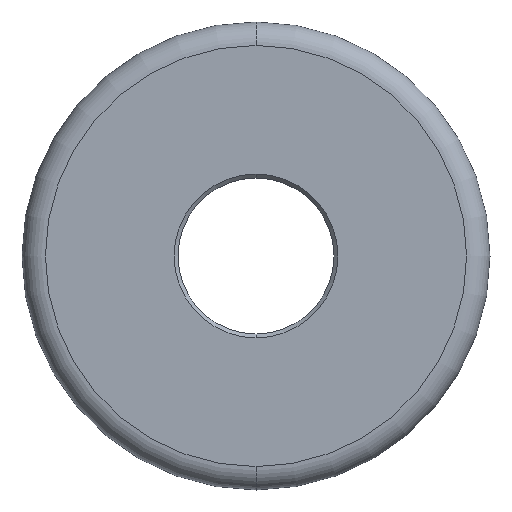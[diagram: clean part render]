
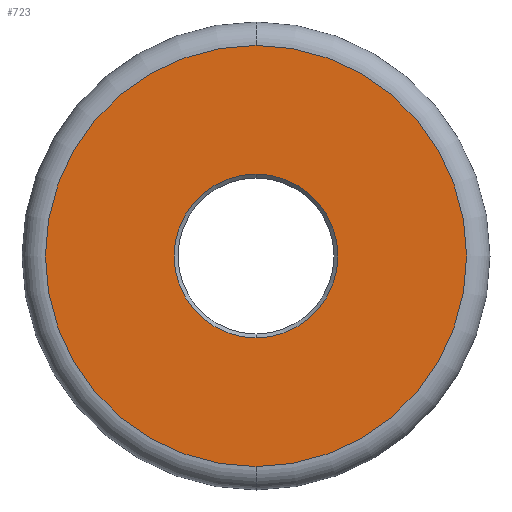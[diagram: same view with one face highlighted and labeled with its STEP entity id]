
A CAD part, front view. The second image highlights one B-rep face of the part: STEP entity #723.
In plain terms, the highlighted planar face has unit normal (0, -1, 0).
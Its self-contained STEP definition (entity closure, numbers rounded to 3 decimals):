
#6 = DIRECTION ( 'NONE',  ( 0., 0., -1. ) ) ;
#7 = VERTEX_POINT ( 'NONE', #102 ) ;
#45 = FACE_BOUND ( 'NONE', #1599, .T. ) ;
#54 = FACE_OUTER_BOUND ( 'NONE', #205, .T. ) ;
#60 = VERTEX_POINT ( 'NONE', #1525 ) ;
#62 = DIRECTION ( 'NONE',  ( 0., 0., -1. ) ) ;
#102 = CARTESIAN_POINT ( 'NONE',  ( 0., 0., 27. ) ) ;
#107 = CARTESIAN_POINT ( 'NONE',  ( 0., 0., 0. ) ) ;
#125 = CARTESIAN_POINT ( 'NONE',  ( 0., 0., 10.5 ) ) ;
#205 = EDGE_LOOP ( 'NONE', ( #1642, #1715 ) ) ;
#319 = AXIS2_PLACEMENT_3D ( 'NONE', #389, #956, #795 ) ;
#389 = CARTESIAN_POINT ( 'NONE',  ( 0., 0., 0. ) ) ;
#427 = CARTESIAN_POINT ( 'NONE',  ( 0., 0., 0. ) ) ;
#456 = PLANE ( 'NONE',  #903 ) ;
#463 = DIRECTION ( 'NONE',  ( 0., 0., -1. ) ) ;
#526 = CARTESIAN_POINT ( 'NONE',  ( 0., 0., 0. ) ) ;
#588 = VERTEX_POINT ( 'NONE', #125 ) ;
#611 = EDGE_CURVE ( 'NONE', #991, #588, #1545, .T. ) ;
#723 = ADVANCED_FACE ( 'NONE', ( #45, #54 ), #456, .T. ) ;
#789 = CIRCLE ( 'NONE', #1622, 27. ) ;
#795 = DIRECTION ( 'NONE',  ( 0., 0., -1. ) ) ;
#834 = DIRECTION ( 'NONE',  ( 0., -1., 0. ) ) ;
#903 = AXIS2_PLACEMENT_3D ( 'NONE', #1551, #1276, #62 ) ;
#956 = DIRECTION ( 'NONE',  ( 0., 1., 0. ) ) ;
#991 = VERTEX_POINT ( 'NONE', #1577 ) ;
#1002 = CIRCLE ( 'NONE', #1461, 10.5 ) ;
#1056 = EDGE_CURVE ( 'NONE', #7, #60, #1567, .T. ) ;
#1192 = DIRECTION ( 'NONE',  ( 0., -1., 0. ) ) ;
#1225 = ORIENTED_EDGE ( 'NONE', *, *, #611, .T. ) ;
#1271 = EDGE_CURVE ( 'NONE', #60, #7, #789, .T. ) ;
#1276 = DIRECTION ( 'NONE',  ( 0., -1., 0. ) ) ;
#1459 = ORIENTED_EDGE ( 'NONE', *, *, #1712, .T. ) ;
#1461 = AXIS2_PLACEMENT_3D ( 'NONE', #526, #1634, #6 ) ;
#1525 = CARTESIAN_POINT ( 'NONE',  ( 0., 0., -27. ) ) ;
#1545 = CIRCLE ( 'NONE', #319, 10.5 ) ;
#1551 = CARTESIAN_POINT ( 'NONE',  ( 27., 0., 0. ) ) ;
#1567 = CIRCLE ( 'NONE', #1651, 27. ) ;
#1577 = CARTESIAN_POINT ( 'NONE',  ( 0., 0., -10.5 ) ) ;
#1599 = EDGE_LOOP ( 'NONE', ( #1225, #1459 ) ) ;
#1622 = AXIS2_PLACEMENT_3D ( 'NONE', #427, #834, #463 ) ;
#1634 = DIRECTION ( 'NONE',  ( 0., 1., 0. ) ) ;
#1642 = ORIENTED_EDGE ( 'NONE', *, *, #1271, .T. ) ;
#1651 = AXIS2_PLACEMENT_3D ( 'NONE', #107, #1192, #1728 ) ;
#1712 = EDGE_CURVE ( 'NONE', #588, #991, #1002, .T. ) ;
#1715 = ORIENTED_EDGE ( 'NONE', *, *, #1056, .T. ) ;
#1728 = DIRECTION ( 'NONE',  ( 0., 0., -1. ) ) ;
